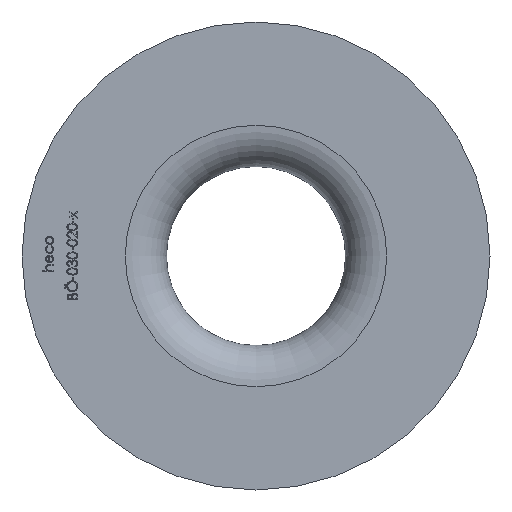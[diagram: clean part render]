
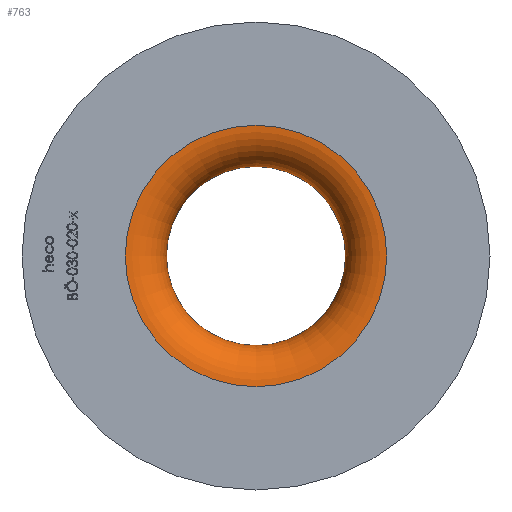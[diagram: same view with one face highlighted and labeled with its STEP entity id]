
A CAD part, left-side view. The second image highlights one B-rep face of the part: STEP entity #763.
In plain terms, the highlighted toroidal (fillet/blend) face has major radius 19 mm and minor radius 6 mm.
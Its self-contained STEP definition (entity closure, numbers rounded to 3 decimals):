
#763 = ADVANCED_FACE ( 'NONE', ( #10858, #8428 ), #1649, .T. ) ;
#827 = EDGE_CURVE ( 'NONE', #1570, #1570, #12287, .T. ) ;
#1263 = ORIENTED_EDGE ( 'NONE', *, *, #9954, .T. ) ;
#1562 = EDGE_LOOP ( 'NONE', ( #3374 ) ) ;
#1570 = VERTEX_POINT ( 'NONE', #6374 ) ;
#1649 = TOROIDAL_SURFACE ( 'NONE', #9169, 19., 6. ) ;
#1783 = DIRECTION ( 'NONE',  ( 0., 0., 1. ) ) ;
#3352 = AXIS2_PLACEMENT_3D ( 'NONE', #6985, #12884, #1783 ) ;
#3374 = ORIENTED_EDGE ( 'NONE', *, *, #827, .F. ) ;
#4309 = EDGE_LOOP ( 'NONE', ( #1263 ) ) ;
#4769 = DIRECTION ( 'NONE',  ( 0., 0., 1. ) ) ;
#5219 = CARTESIAN_POINT ( 'NONE',  ( 0., 0., 19. ) ) ;
#6374 = CARTESIAN_POINT ( 'NONE',  ( 6., 0., 13. ) ) ;
#6985 = CARTESIAN_POINT ( 'NONE',  ( 0., 0., 0. ) ) ;
#7133 = DIRECTION ( 'NONE',  ( -1., 0., 0. ) ) ;
#7492 = CIRCLE ( 'NONE', #3352, 19. ) ;
#7748 = VERTEX_POINT ( 'NONE', #5219 ) ;
#8428 = FACE_OUTER_BOUND ( 'NONE', #4309, .T. ) ;
#9169 = AXIS2_PLACEMENT_3D ( 'NONE', #13431, #7133, #4769 ) ;
#9954 = EDGE_CURVE ( 'NONE', #7748, #7748, #7492, .T. ) ;
#10858 = FACE_OUTER_BOUND ( 'NONE', #1562, .T. ) ;
#11775 = AXIS2_PLACEMENT_3D ( 'NONE', #14787, #15774, #13277 ) ;
#12287 = CIRCLE ( 'NONE', #11775, 13. ) ;
#12884 = DIRECTION ( 'NONE',  ( -1., 0., 0. ) ) ;
#13277 = DIRECTION ( 'NONE',  ( 0., 0., 1. ) ) ;
#13431 = CARTESIAN_POINT ( 'NONE',  ( 6., 0., 0. ) ) ;
#14787 = CARTESIAN_POINT ( 'NONE',  ( 6., 0., 0. ) ) ;
#15774 = DIRECTION ( 'NONE',  ( -1., 0., 0. ) ) ;
